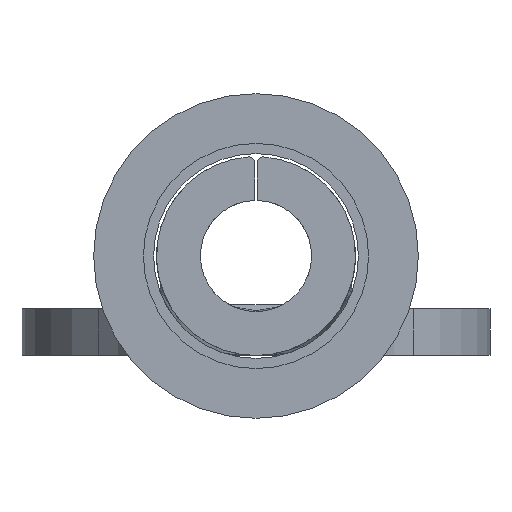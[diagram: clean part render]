
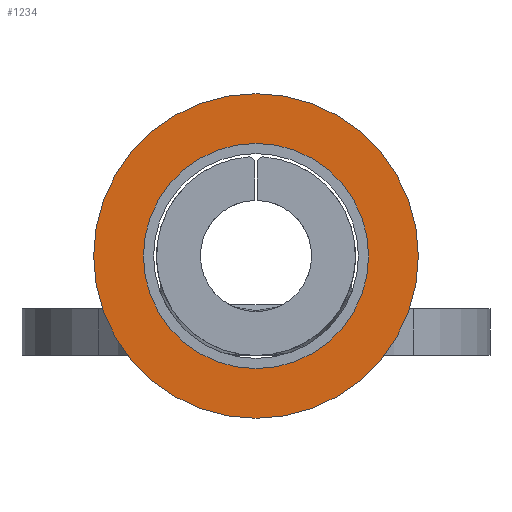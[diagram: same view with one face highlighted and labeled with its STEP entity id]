
A CAD part, front view. The second image highlights one B-rep face of the part: STEP entity #1234.
In plain terms, the highlighted planar face has unit normal (0, -1, 0).
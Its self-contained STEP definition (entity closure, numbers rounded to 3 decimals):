
#18 = DIRECTION ( 'NONE',  ( 0., 1., 0. ) ) ;
#51 = CARTESIAN_POINT ( 'NONE',  ( 0., -18.2, 1.3 ) ) ;
#99 = CARTESIAN_POINT ( 'NONE',  ( 0., -18.2, 1.3 ) ) ;
#107 = ORIENTED_EDGE ( 'NONE', *, *, #502, .F. ) ;
#119 = VERTEX_POINT ( 'NONE', #456 ) ;
#149 = DIRECTION ( 'NONE',  ( 0., 0., 1. ) ) ;
#176 = AXIS2_PLACEMENT_3D ( 'NONE', #767, #1524, #782 ) ;
#195 = ORIENTED_EDGE ( 'NONE', *, *, #624, .T. ) ;
#290 = EDGE_CURVE ( 'NONE', #1081, #1132, #357, .T. ) ;
#317 = CARTESIAN_POINT ( 'NONE',  ( 0., -18.2, -1.475 ) ) ;
#357 = CIRCLE ( 'NONE', #1614, 2.775 ) ;
#423 = CARTESIAN_POINT ( 'NONE',  ( 0., -18.2, 4.075 ) ) ;
#456 = CARTESIAN_POINT ( 'NONE',  ( 0., -18.2, -0.625 ) ) ;
#502 = EDGE_CURVE ( 'NONE', #1132, #1081, #1086, .T. ) ;
#563 = AXIS2_PLACEMENT_3D ( 'NONE', #51, #1329, #842 ) ;
#565 = PLANE ( 'NONE',  #1480 ) ;
#624 = EDGE_CURVE ( 'NONE', #843, #119, #963, .T. ) ;
#685 = CIRCLE ( 'NONE', #563, 1.925 ) ;
#708 = FACE_OUTER_BOUND ( 'NONE', #1074, .T. ) ;
#767 = CARTESIAN_POINT ( 'NONE',  ( 0., -18.2, 1.3 ) ) ;
#782 = DIRECTION ( 'NONE',  ( 0., 0., 1. ) ) ;
#828 = ORIENTED_EDGE ( 'NONE', *, *, #1187, .T. ) ;
#842 = DIRECTION ( 'NONE',  ( 0., 0., 1. ) ) ;
#843 = VERTEX_POINT ( 'NONE', #1040 ) ;
#861 = DIRECTION ( 'NONE',  ( 0., -1., 0. ) ) ;
#963 = CIRCLE ( 'NONE', #176, 1.925 ) ;
#991 = DIRECTION ( 'NONE',  ( 0., 0., 1. ) ) ;
#1040 = CARTESIAN_POINT ( 'NONE',  ( 0., -18.2, 3.225 ) ) ;
#1074 = EDGE_LOOP ( 'NONE', ( #1545, #107 ) ) ;
#1081 = VERTEX_POINT ( 'NONE', #423 ) ;
#1086 = CIRCLE ( 'NONE', #1498, 2.775 ) ;
#1112 = DIRECTION ( 'NONE',  ( 0., 1., 0. ) ) ;
#1132 = VERTEX_POINT ( 'NONE', #317 ) ;
#1187 = EDGE_CURVE ( 'NONE', #119, #843, #685, .T. ) ;
#1216 = CARTESIAN_POINT ( 'NONE',  ( -2.775, -18.2, 1.3 ) ) ;
#1221 = DIRECTION ( 'NONE',  ( 0., 0., -1. ) ) ;
#1234 = ADVANCED_FACE ( 'NONE', ( #1320, #708 ), #565, .T. ) ;
#1320 = FACE_BOUND ( 'NONE', #1452, .T. ) ;
#1329 = DIRECTION ( 'NONE',  ( 0., 1., 0. ) ) ;
#1423 = CARTESIAN_POINT ( 'NONE',  ( 0., -18.2, 1.3 ) ) ;
#1452 = EDGE_LOOP ( 'NONE', ( #195, #828 ) ) ;
#1480 = AXIS2_PLACEMENT_3D ( 'NONE', #1216, #861, #1221 ) ;
#1498 = AXIS2_PLACEMENT_3D ( 'NONE', #99, #1112, #991 ) ;
#1524 = DIRECTION ( 'NONE',  ( 0., 1., 0. ) ) ;
#1545 = ORIENTED_EDGE ( 'NONE', *, *, #290, .F. ) ;
#1614 = AXIS2_PLACEMENT_3D ( 'NONE', #1423, #18, #149 ) ;
